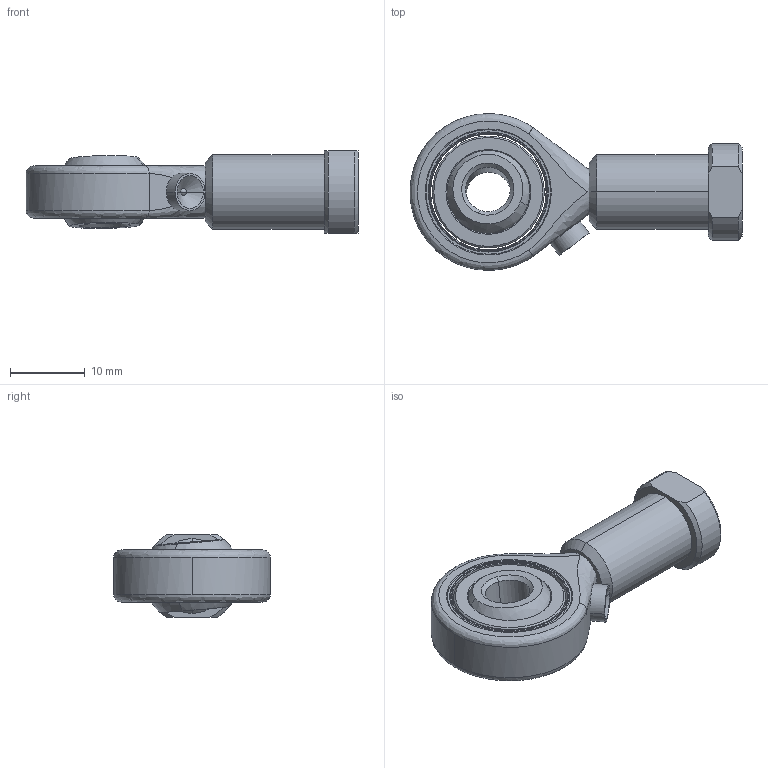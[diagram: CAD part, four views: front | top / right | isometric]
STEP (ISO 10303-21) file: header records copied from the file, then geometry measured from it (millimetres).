
FILE_DESCRIPTION (( 'STEP AP203' ), '1' );
FILE_NAME ('M6 Female Rod End.STEP', '2020-12-16T02:38:49', ( '' ), ( '' ), 'SwSTEP 2.0', 'SolidWorks 2020', '' );
FILE_SCHEMA (( 'CONFIG_CONTROL_DESIGN' ));
Length unit declared in the file: millimetre
Products named in the file (4): M6 FEMALE BALL JOINT; M6 Female Rod End; M6 Rod End Ball; M6 Rod End Bushing
Assembly tree (3 placements, depth 2):
  M6 Female Rod End
    M6 FEMALE BALL JOINT
    M6 Rod End Bushing
    M6 Rod End Ball
Bounding box: 44.5 x 21 x 11 mm (x, y, z)
Volume: 3933.1 mm3; surface area: 3628.3 mm2
Topology: 3 solids, 3 shells, 91 faces, 207 edges, 124 vertices
Faces by surface type: cone 34, cylinder 24, plane 21, sphere 6, bspline 6
Entity records: 3362 total; most frequent: CARTESIAN_POINT 988, DIRECTION 437, ORIENTED_EDGE 390, EDGE_CURVE 195, AXIS2_PLACEMENT_3D 187, VERTEX_POINT 118, EDGE_LOOP 105, CIRCLE 96
